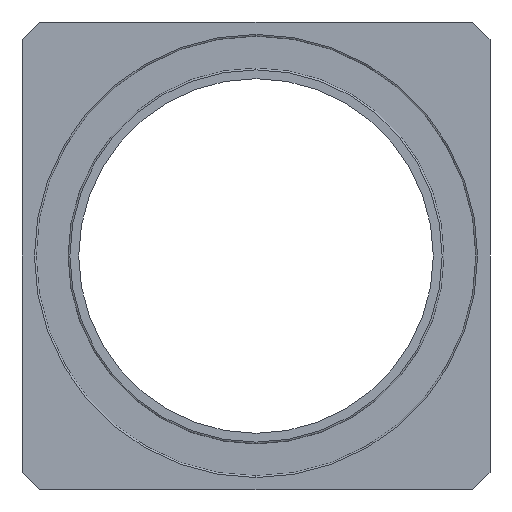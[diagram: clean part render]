
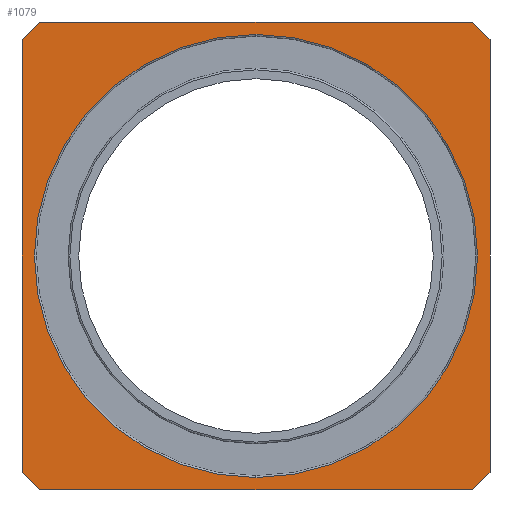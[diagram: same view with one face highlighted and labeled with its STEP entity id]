
A CAD part, front view. The second image highlights one B-rep face of the part: STEP entity #1079.
In plain terms, the highlighted planar face has unit normal (0, -1, 0).
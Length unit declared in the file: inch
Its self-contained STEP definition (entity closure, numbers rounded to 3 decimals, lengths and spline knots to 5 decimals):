
#2 = CARTESIAN_POINT ( 'NONE',  ( 0.66, -0.125, 0.61 ) ) ;
#13 = ORIENTED_EDGE ( 'NONE', *, *, #593, .F. ) ;
#37 = VECTOR ( 'NONE', #877, 39.37008 ) ;
#41 = LINE ( 'NONE', #1440, #636 ) ;
#52 = VERTEX_POINT ( 'NONE', #759 ) ;
#58 = AXIS2_PLACEMENT_3D ( 'NONE', #1337, #654, #1454 ) ;
#91 = VECTOR ( 'NONE', #982, 39.37008 ) ;
#122 = PLANE ( 'NONE',  #1377 ) ;
#131 = AXIS2_PLACEMENT_3D ( 'NONE', #381, #1167, #489 ) ;
#146 = LINE ( 'NONE', #2, #91 ) ;
#165 = DIRECTION ( 'NONE',  ( -0.707, 0., -0.707 ) ) ;
#166 = CARTESIAN_POINT ( 'NONE',  ( -0.61, -0.125, 0.66 ) ) ;
#211 = ORIENTED_EDGE ( 'NONE', *, *, #452, .F. ) ;
#261 = DIRECTION ( 'NONE',  ( 0., -1., 0. ) ) ;
#333 = CARTESIAN_POINT ( 'NONE',  ( -0.61, -0.125, 0.66 ) ) ;
#351 = VECTOR ( 'NONE', #507, 39.37008 ) ;
#371 = CARTESIAN_POINT ( 'NONE',  ( 0., -0.125, -0.625 ) ) ;
#381 = CARTESIAN_POINT ( 'NONE',  ( 0., -0.125, 0. ) ) ;
#394 = CARTESIAN_POINT ( 'NONE',  ( -0.66, -0.125, 0.61 ) ) ;
#419 = ORIENTED_EDGE ( 'NONE', *, *, #596, .F. ) ;
#445 = VECTOR ( 'NONE', #499, 39.37008 ) ;
#451 = CARTESIAN_POINT ( 'NONE',  ( 0.61, -0.125, -0.66 ) ) ;
#452 = EDGE_CURVE ( 'NONE', #869, #683, #41, .T. ) ;
#489 = DIRECTION ( 'NONE',  ( 0., 0., 1. ) ) ;
#495 = EDGE_CURVE ( 'NONE', #1368, #677, #1408, .T. ) ;
#499 = DIRECTION ( 'NONE',  ( 0., 0., 1. ) ) ;
#507 = DIRECTION ( 'NONE',  ( 0.707, 0., 0.707 ) ) ;
#568 = CARTESIAN_POINT ( 'NONE',  ( 0.61, -0.125, 0.66 ) ) ;
#580 = EDGE_CURVE ( 'NONE', #1289, #582, #1390, .T. ) ;
#582 = VERTEX_POINT ( 'NONE', #1183 ) ;
#586 = EDGE_CURVE ( 'NONE', #683, #1289, #1308, .T. ) ;
#589 = CARTESIAN_POINT ( 'NONE',  ( 0.66, -0.125, -0.61 ) ) ;
#593 = EDGE_CURVE ( 'NONE', #1495, #869, #777, .T. ) ;
#595 = EDGE_CURVE ( 'NONE', #52, #1495, #146, .T. ) ;
#596 = EDGE_CURVE ( 'NONE', #947, #52, #727, .T. ) ;
#605 = EDGE_CURVE ( 'NONE', #1122, #947, #973, .T. ) ;
#606 = EDGE_CURVE ( 'NONE', #582, #1122, #1238, .T. ) ;
#608 = CARTESIAN_POINT ( 'NONE',  ( 0.61, -0.125, 0.66 ) ) ;
#636 = VECTOR ( 'NONE', #790, 39.37008 ) ;
#654 = DIRECTION ( 'NONE',  ( 0., 1., 0. ) ) ;
#677 = VERTEX_POINT ( 'NONE', #371 ) ;
#683 = VERTEX_POINT ( 'NONE', #849 ) ;
#706 = CARTESIAN_POINT ( 'NONE',  ( -0.66, -0.125, -0.66 ) ) ;
#727 = LINE ( 'NONE', #608, #999 ) ;
#735 = CARTESIAN_POINT ( 'NONE',  ( 0.61, -0.125, -0.66 ) ) ;
#739 = DIRECTION ( 'NONE',  ( -0.707, 0., 0.707 ) ) ;
#740 = DIRECTION ( 'NONE',  ( 0.707, 0., -0.707 ) ) ;
#759 = CARTESIAN_POINT ( 'NONE',  ( 0.66, -0.125, 0.61 ) ) ;
#764 = EDGE_CURVE ( 'NONE', #677, #1368, #1124, .T. ) ;
#770 = ORIENTED_EDGE ( 'NONE', *, *, #605, .F. ) ;
#777 = LINE ( 'NONE', #735, #1353 ) ;
#779 = ORIENTED_EDGE ( 'NONE', *, *, #595, .F. ) ;
#790 = DIRECTION ( 'NONE',  ( -1., 0., 0. ) ) ;
#836 = FACE_OUTER_BOUND ( 'NONE', #1102, .T. ) ;
#848 = CARTESIAN_POINT ( 'NONE',  ( 0., -0.125, 0.625 ) ) ;
#849 = CARTESIAN_POINT ( 'NONE',  ( -0.61, -0.125, -0.66 ) ) ;
#855 = ORIENTED_EDGE ( 'NONE', *, *, #764, .T. ) ;
#869 = VERTEX_POINT ( 'NONE', #451 ) ;
#877 = DIRECTION ( 'NONE',  ( 1., 0., 0. ) ) ;
#900 = FACE_BOUND ( 'NONE', #1301, .T. ) ;
#946 = CARTESIAN_POINT ( 'NONE',  ( -0.66, -0.125, -0.61 ) ) ;
#947 = VERTEX_POINT ( 'NONE', #568 ) ;
#950 = ORIENTED_EDGE ( 'NONE', *, *, #586, .F. ) ;
#973 = LINE ( 'NONE', #166, #37 ) ;
#982 = DIRECTION ( 'NONE',  ( 0., 0., -1. ) ) ;
#999 = VECTOR ( 'NONE', #740, 39.37008 ) ;
#1033 = VECTOR ( 'NONE', #739, 39.37008 ) ;
#1054 = DIRECTION ( 'NONE',  ( 0., 0., -1. ) ) ;
#1079 = ADVANCED_FACE ( 'NONE', ( #836, #900 ), #122, .T. ) ;
#1102 = EDGE_LOOP ( 'NONE', ( #1111, #950, #211, #13, #779, #419, #770, #1481 ) ) ;
#1111 = ORIENTED_EDGE ( 'NONE', *, *, #580, .F. ) ;
#1122 = VERTEX_POINT ( 'NONE', #333 ) ;
#1124 = CIRCLE ( 'NONE', #58, 0.625 ) ;
#1167 = DIRECTION ( 'NONE',  ( 0., 1., 0. ) ) ;
#1183 = CARTESIAN_POINT ( 'NONE',  ( -0.66, -0.125, 0.61 ) ) ;
#1238 = LINE ( 'NONE', #1288, #351 ) ;
#1288 = CARTESIAN_POINT ( 'NONE',  ( -0.66, -0.125, 0.61 ) ) ;
#1289 = VERTEX_POINT ( 'NONE', #946 ) ;
#1301 = EDGE_LOOP ( 'NONE', ( #855, #1514 ) ) ;
#1308 = LINE ( 'NONE', #1402, #1033 ) ;
#1337 = CARTESIAN_POINT ( 'NONE',  ( 0., -0.125, 0. ) ) ;
#1353 = VECTOR ( 'NONE', #165, 39.37008 ) ;
#1368 = VERTEX_POINT ( 'NONE', #848 ) ;
#1377 = AXIS2_PLACEMENT_3D ( 'NONE', #706, #261, #1054 ) ;
#1390 = LINE ( 'NONE', #394, #445 ) ;
#1402 = CARTESIAN_POINT ( 'NONE',  ( -0.66, -0.125, -0.61 ) ) ;
#1408 = CIRCLE ( 'NONE', #131, 0.625 ) ;
#1440 = CARTESIAN_POINT ( 'NONE',  ( -0.61, -0.125, -0.66 ) ) ;
#1454 = DIRECTION ( 'NONE',  ( 0., 0., 1. ) ) ;
#1481 = ORIENTED_EDGE ( 'NONE', *, *, #606, .F. ) ;
#1495 = VERTEX_POINT ( 'NONE', #589 ) ;
#1514 = ORIENTED_EDGE ( 'NONE', *, *, #495, .T. ) ;
